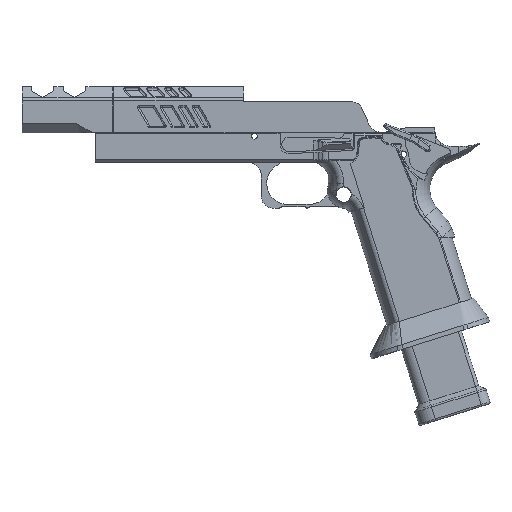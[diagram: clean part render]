
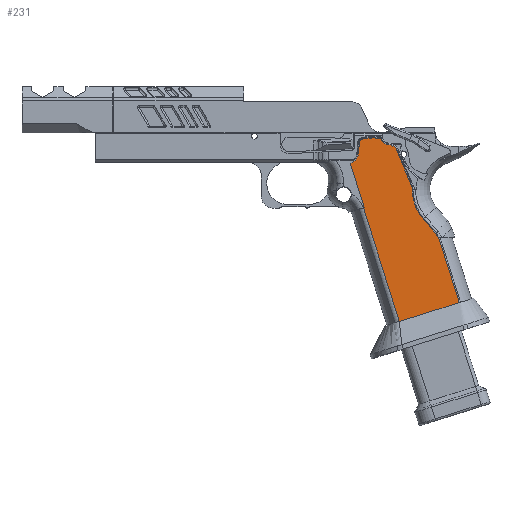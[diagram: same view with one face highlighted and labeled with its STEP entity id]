
A CAD part, top view. The second image highlights one B-rep face of the part: STEP entity #231.
In plain terms, the highlighted planar face has unit normal (0, 0, 1).
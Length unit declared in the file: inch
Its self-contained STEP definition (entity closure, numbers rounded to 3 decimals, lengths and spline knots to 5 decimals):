
#169 = VERTEX_POINT ( 'NONE', #22535 ) ;
#231 = ADVANCED_FACE ( 'NONE', ( #10859 ), #5587, .T. ) ;
#449 = DIRECTION ( 'NONE',  ( 0.301, -0.954, 0. ) ) ;
#503 = CARTESIAN_POINT ( 'NONE',  ( 2.08034, -0.93185, 0.54094 ) ) ;
#566 = VERTEX_POINT ( 'NONE', #15961 ) ;
#1234 = CARTESIAN_POINT ( 'NONE',  ( 0.81619, 1.22599, 0.54094 ) ) ;
#1557 = CIRCLE ( 'NONE', #21354, 1.00621 ) ;
#1941 = CARTESIAN_POINT ( 'NONE',  ( 0.4331, -0.28787, 0.54094 ) ) ;
#1962 = VERTEX_POINT ( 'NONE', #18988 ) ;
#1998 = LINE ( 'NONE', #19639, #19001 ) ;
#2089 = CARTESIAN_POINT ( 'NONE',  ( 1.74052, -0.53352, 0.54094 ) ) ;
#2093 = CARTESIAN_POINT ( 'NONE',  ( 2.50609, 0.11945, 0.54094 ) ) ;
#2363 = DIRECTION ( 'NONE',  ( 1., 0., 0. ) ) ;
#2436 = ORIENTED_EDGE ( 'NONE', *, *, #14613, .T. ) ;
#2622 = CARTESIAN_POINT ( 'NONE',  ( 0.3234, 0.90498, 0.54094 ) ) ;
#2905 = AXIS2_PLACEMENT_3D ( 'NONE', #12469, #19611, #10722 ) ;
#2925 = VERTEX_POINT ( 'NONE', #1941 ) ;
#3165 = ORIENTED_EDGE ( 'NONE', *, *, #7879, .T. ) ;
#3184 = ORIENTED_EDGE ( 'NONE', *, *, #15593, .T. ) ;
#3248 = CARTESIAN_POINT ( 'NONE',  ( 1.49739, -3.66337, 0.54094 ) ) ;
#3285 = CARTESIAN_POINT ( 'NONE',  ( 1.50053, 0.15569, 0.54094 ) ) ;
#3403 = VECTOR ( 'NONE', #9217, 39.37008 ) ;
#3422 = VERTEX_POINT ( 'NONE', #19663 ) ;
#3618 = DIRECTION ( 'NONE',  ( -0.087, -0.996, 0. ) ) ;
#3689 = AXIS2_PLACEMENT_3D ( 'NONE', #15518, #22767, #19394 ) ;
#3716 = VECTOR ( 'NONE', #19771, 39.37008 ) ;
#3840 = CARTESIAN_POINT ( 'NONE',  ( 0.98433, 1.09147, 0.54094 ) ) ;
#3914 = LINE ( 'NONE', #17948, #11721 ) ;
#4208 = EDGE_CURVE ( 'NONE', #5698, #3422, #3914, .T. ) ;
#4217 = CARTESIAN_POINT ( 'NONE',  ( 0.07277, 0.9269, 0.54094 ) ) ;
#4768 = CIRCLE ( 'NONE', #2905, 0.18469 ) ;
#5138 = AXIS2_PLACEMENT_3D ( 'NONE', #15849, #19247, #10247 ) ;
#5472 = ORIENTED_EDGE ( 'NONE', *, *, #20645, .T. ) ;
#5587 = PLANE ( 'NONE',  #19737 ) ;
#5698 = VERTEX_POINT ( 'NONE', #503 ) ;
#5706 = DIRECTION ( 'NONE',  ( 1., 0., 0. ) ) ;
#5808 = CARTESIAN_POINT ( 'NONE',  ( 2.08027, -0.93185, 0.54094 ) ) ;
#5825 = ORIENTED_EDGE ( 'NONE', *, *, #16192, .T. ) ;
#5882 = CARTESIAN_POINT ( 'NONE',  ( 1.16614, 0.96299, 0.54094 ) ) ;
#6117 = ORIENTED_EDGE ( 'NONE', *, *, #10422, .T. ) ;
#6370 = EDGE_CURVE ( 'NONE', #5698, #18058, #12020, .T. ) ;
#6409 = VERTEX_POINT ( 'NONE', #15871 ) ;
#6422 = EDGE_CURVE ( 'NONE', #21104, #2925, #8285, .T. ) ;
#6521 = DIRECTION ( 'NONE',  ( -0.301, 0.954, 0. ) ) ;
#6619 = VERTEX_POINT ( 'NONE', #2622 ) ;
#6879 = CARTESIAN_POINT ( 'NONE',  ( 2.97587, -0.93185, 0.54094 ) ) ;
#7239 = ORIENTED_EDGE ( 'NONE', *, *, #10262, .T. ) ;
#7351 = ORIENTED_EDGE ( 'NONE', *, *, #4208, .F. ) ;
#7673 = AXIS2_PLACEMENT_3D ( 'NONE', #18977, #9980, #10100 ) ;
#7879 = EDGE_CURVE ( 'NONE', #9289, #14763, #13569, .T. ) ;
#8071 = DIRECTION ( 'NONE',  ( 0., 0., -1. ) ) ;
#8094 = VECTOR ( 'NONE', #6521, 39.37008 ) ;
#8285 = LINE ( 'NONE', #3248, #8094 ) ;
#8536 = DIRECTION ( 'NONE',  ( 1., 0., 0. ) ) ;
#8877 = VERTEX_POINT ( 'NONE', #14243 ) ;
#9050 = ORIENTED_EDGE ( 'NONE', *, *, #6422, .F. ) ;
#9217 = DIRECTION ( 'NONE',  ( -0.649, 0.761, 0. ) ) ;
#9289 = VERTEX_POINT ( 'NONE', #5882 ) ;
#9980 = DIRECTION ( 'NONE',  ( 0., 0., 1. ) ) ;
#9984 = CIRCLE ( 'NONE', #5138, 0.06531 ) ;
#10100 = DIRECTION ( 'NONE',  ( 1., 0., 0. ) ) ;
#10108 = CARTESIAN_POINT ( 'NONE',  ( 3.22186, -2.15071, 0.54094 ) ) ;
#10115 = DIRECTION ( 'NONE',  ( -0.954, -0.301, 0. ) ) ;
#10247 = DIRECTION ( 'NONE',  ( 1., 0., 0. ) ) ;
#10262 = EDGE_CURVE ( 'NONE', #6409, #566, #9984, .T. ) ;
#10422 = EDGE_CURVE ( 'NONE', #14763, #18351, #4768, .T. ) ;
#10616 = ORIENTED_EDGE ( 'NONE', *, *, #18926, .T. ) ;
#10722 = DIRECTION ( 'NONE',  ( 1., 0., 0. ) ) ;
#10774 = LINE ( 'NONE', #3285, #3716 ) ;
#10859 = FACE_OUTER_BOUND ( 'NONE', #21041, .T. ) ;
#10972 = LINE ( 'NONE', #2089, #3403 ) ;
#11049 = DIRECTION ( 'NONE',  ( 0.301, -0.954, 0. ) ) ;
#11054 = ORIENTED_EDGE ( 'NONE', *, *, #21810, .T. ) ;
#11411 = LINE ( 'NONE', #20742, #13640 ) ;
#11500 = CARTESIAN_POINT ( 'NONE',  ( 1.21951, -2.78205, 0.54094 ) ) ;
#11721 = VECTOR ( 'NONE', #11049, 39.37008 ) ;
#11737 = CARTESIAN_POINT ( 'NONE',  ( 1.50053, 0.15569, 0.54094 ) ) ;
#12020 = LINE ( 'NONE', #6879, #12194 ) ;
#12132 = DIRECTION ( 'NONE',  ( -1., 0., 0. ) ) ;
#12154 = DIRECTION ( 'NONE',  ( 0., 0., -1. ) ) ;
#12194 = VECTOR ( 'NONE', #12132, 39.37008 ) ;
#12469 = CARTESIAN_POINT ( 'NONE',  ( 0.994, 1.2759, 0.54094 ) ) ;
#12622 = CARTESIAN_POINT ( 'NONE',  ( 2.50609, 0.11945, 0.54094 ) ) ;
#12627 = EDGE_CURVE ( 'NONE', #169, #15145, #1557, .T. ) ;
#12902 = ORIENTED_EDGE ( 'NONE', *, *, #12627, .T. ) ;
#13569 = CIRCLE ( 'NONE', #7673, 0.2086 ) ;
#13640 = VECTOR ( 'NONE', #10115, 39.37008 ) ;
#13746 = CIRCLE ( 'NONE', #3689, 0.96531 ) ;
#14243 = CARTESIAN_POINT ( 'NONE',  ( 0.14656, 0.68639, 0.54094 ) ) ;
#14613 = EDGE_CURVE ( 'NONE', #18351, #6409, #13746, .T. ) ;
#14763 = VERTEX_POINT ( 'NONE', #3840 ) ;
#15145 = VERTEX_POINT ( 'NONE', #11737 ) ;
#15518 = CARTESIAN_POINT ( 'NONE',  ( 0.64537, 0.2759, 0.54094 ) ) ;
#15566 = VECTOR ( 'NONE', #17469, 39.37008 ) ;
#15593 = EDGE_CURVE ( 'NONE', #15145, #9289, #10774, .T. ) ;
#15849 = CARTESIAN_POINT ( 'NONE',  ( 0.40992, 1.14456, 0.54094 ) ) ;
#15871 = CARTESIAN_POINT ( 'NONE',  ( 0.39283, 1.2076, 0.54094 ) ) ;
#15961 = CARTESIAN_POINT ( 'NONE',  ( 0.34486, 1.15025, 0.54094 ) ) ;
#16192 = EDGE_CURVE ( 'NONE', #21104, #3422, #17118, .T. ) ;
#16451 = DIRECTION ( 'NONE',  ( 0., 0., 1. ) ) ;
#17118 = LINE ( 'NONE', #10108, #15566 ) ;
#17145 = ORIENTED_EDGE ( 'NONE', *, *, #6370, .T. ) ;
#17469 = DIRECTION ( 'NONE',  ( 0.954, 0.301, 0. ) ) ;
#17948 = CARTESIAN_POINT ( 'NONE',  ( 1.69595, 0.28728, 0.54094 ) ) ;
#18058 = VERTEX_POINT ( 'NONE', #5808 ) ;
#18127 = EDGE_CURVE ( 'NONE', #1962, #2925, #11411, .T. ) ;
#18351 = VERTEX_POINT ( 'NONE', #1234 ) ;
#18545 = CARTESIAN_POINT ( 'NONE',  ( 0.14656, 0.68639, 0.54094 ) ) ;
#18926 = EDGE_CURVE ( 'NONE', #6619, #8877, #19163, .T. ) ;
#18977 = CARTESIAN_POINT ( 'NONE',  ( 0.97342, 0.88316, 0.54094 ) ) ;
#18988 = CARTESIAN_POINT ( 'NONE',  ( 0.45187, -0.28195, 0.54094 ) ) ;
#19001 = VECTOR ( 'NONE', #3618, 39.37008 ) ;
#19163 = CIRCLE ( 'NONE', #22523, 0.25158 ) ;
#19247 = DIRECTION ( 'NONE',  ( 0., 0., 1. ) ) ;
#19394 = DIRECTION ( 'NONE',  ( 1., 0., 0. ) ) ;
#19611 = DIRECTION ( 'NONE',  ( 0., 0., -1. ) ) ;
#19639 = CARTESIAN_POINT ( 'NONE',  ( 0.34486, 1.15025, 0.54094 ) ) ;
#19663 = CARTESIAN_POINT ( 'NONE',  ( 2.53311, -2.36787, 0.54094 ) ) ;
#19737 = AXIS2_PLACEMENT_3D ( 'NONE', #2093, #16451, #5706 ) ;
#19771 = DIRECTION ( 'NONE',  ( -0.383, 0.924, 0. ) ) ;
#20193 = LINE ( 'NONE', #18545, #21336 ) ;
#20645 = EDGE_CURVE ( 'NONE', #18058, #169, #10972, .T. ) ;
#20719 = EDGE_CURVE ( 'NONE', #8877, #1962, #20193, .T. ) ;
#20742 = CARTESIAN_POINT ( 'NONE',  ( 0.4331, -0.28787, 0.54094 ) ) ;
#20762 = ORIENTED_EDGE ( 'NONE', *, *, #18127, .T. ) ;
#21041 = EDGE_LOOP ( 'NONE', ( #9050, #5825, #7351, #17145, #5472, #12902, #3184, #3165, #6117, #2436, #7239, #11054, #10616, #21211, #20762 ) ) ;
#21104 = VERTEX_POINT ( 'NONE', #11500 ) ;
#21211 = ORIENTED_EDGE ( 'NONE', *, *, #20719, .T. ) ;
#21336 = VECTOR ( 'NONE', #449, 39.37008 ) ;
#21354 = AXIS2_PLACEMENT_3D ( 'NONE', #12622, #12154, #8536 ) ;
#21810 = EDGE_CURVE ( 'NONE', #566, #6619, #1998, .T. ) ;
#22523 = AXIS2_PLACEMENT_3D ( 'NONE', #4217, #8071, #2363 ) ;
#22535 = CARTESIAN_POINT ( 'NONE',  ( 1.74052, -0.53352, 0.54094 ) ) ;
#22767 = DIRECTION ( 'NONE',  ( 0., 0., 1. ) ) ;
